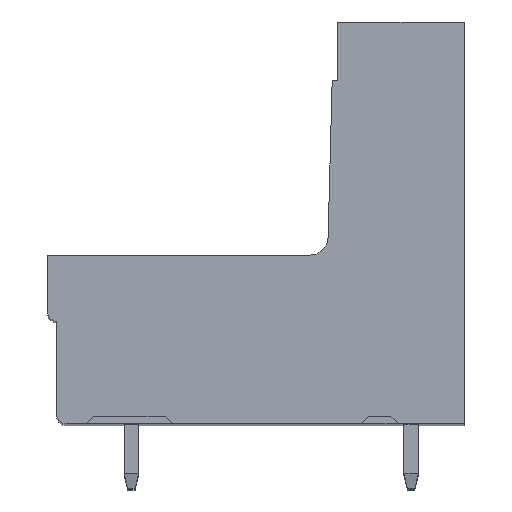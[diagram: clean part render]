
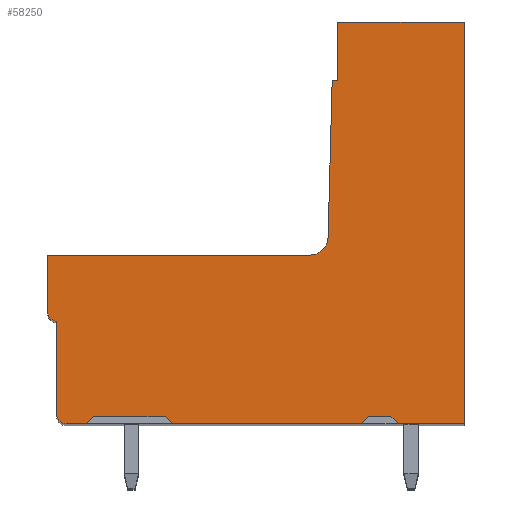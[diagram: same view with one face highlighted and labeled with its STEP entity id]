
A CAD part, top view. The second image highlights one B-rep face of the part: STEP entity #58250.
In plain terms, the highlighted planar face has unit normal (0, 0, 1).
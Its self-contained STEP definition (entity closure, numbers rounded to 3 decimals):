
#1531=DIRECTION('',(0.,1.,0.));
#1532=VECTOR('',#1531,21.9);
#1533=CARTESIAN_POINT('',(0.006,0.,
-70.293));
#1534=LINE('',#1533,#1532);
#8799=DIRECTION('',(0.,-1.,0.));
#8800=VECTOR('',#8799,5.1);
#8801=CARTESIAN_POINT('',(-22.194,5.6,-70.293));
#8802=LINE('',#8801,#8800);
#14790=DIRECTION('',(-1.,0.,0.));
#14791=VECTOR('',#14790,0.3);
#14792=CARTESIAN_POINT('',(-6.894,18.7,-70.293));
#14793=LINE('',#14792,#14791);
#14798=DIRECTION('',(0.,-1.,0.));
#14799=VECTOR('',#14798,3.2);
#14800=CARTESIAN_POINT('',(-6.894,21.9,-70.293));
#14801=LINE('',#14800,#14799);
#20739=DIRECTION('',(-1.,0.,0.));
#20740=VECTOR('',#20739,10.3);
#20741=CARTESIAN_POINT('',(-5.594,0.,
-70.293));
#20742=LINE('',#20741,#20740);
#20743=DIRECTION('',(-0.707,0.707,0.));
#20744=VECTOR('',#20743,0.566);
#20745=CARTESIAN_POINT('',(-15.894,0.,
-70.293));
#20746=LINE('',#20745,#20744);
#20747=DIRECTION('',(-1.,0.,0.));
#20748=VECTOR('',#20747,3.9);
#20749=CARTESIAN_POINT('',(-16.294,0.4,
-70.293));
#20750=LINE('',#20749,#20748);
#20751=DIRECTION('',(-1.,0.,0.));
#20752=VECTOR('',#20751,1.1);
#20753=CARTESIAN_POINT('',(-20.594,0.,
-70.293));
#20754=LINE('',#20753,#20752);
#20755=CARTESIAN_POINT('',(-21.694,0.5,-70.293));
#20756=DIRECTION('',(0.,0.,-1.));
#20757=DIRECTION('',(0.,-1.,0.));
#20758=AXIS2_PLACEMENT_3D('',#20755,#20756,#20757);
#20760=CARTESIAN_POINT('',(-22.194,6.1,-70.293));
#20761=DIRECTION('',(0.,0.,-1.));
#20762=DIRECTION('',(0.,-1.,0.));
#20763=AXIS2_PLACEMENT_3D('',#20760,#20761,#20762);
#20765=DIRECTION('',(0.,1.,0.));
#20766=VECTOR('',#20765,3.1);
#20767=CARTESIAN_POINT('',(-22.694,6.1,
-70.293));
#20768=LINE('',#20767,#20766);
#20769=DIRECTION('',(1.,0.,0.));
#20770=VECTOR('',#20769,14.277);
#20771=CARTESIAN_POINT('',(-22.694,9.2,-70.293));
#20772=LINE('',#20771,#20770);
#20773=CARTESIAN_POINT('',(-8.417,10.2,-70.293));
#20774=DIRECTION('',(0.,0.,1.));
#20775=DIRECTION('',(0.,-1.,0.));
#20776=AXIS2_PLACEMENT_3D('',#20773,#20774,#20775);
#20778=DIRECTION('',(0.026,1.,0.));
#20779=VECTOR('',#20778,8.529);
#20780=CARTESIAN_POINT('',(-7.417,10.174,
-70.293));
#20781=LINE('',#20780,#20779);
#20782=DIRECTION('',(1.,0.,0.));
#20783=VECTOR('',#20782,6.9);
#20784=CARTESIAN_POINT('',(-6.894,21.9,-70.293));
#20785=LINE('',#20784,#20783);
#20786=DIRECTION('',(-1.,0.,0.));
#20787=VECTOR('',#20786,3.6);
#20788=CARTESIAN_POINT('',(0.006,0.,
-70.293));
#20789=LINE('',#20788,#20787);
#20790=DIRECTION('',(-0.707,0.707,0.));
#20791=VECTOR('',#20790,0.566);
#20792=CARTESIAN_POINT('',(-3.594,0.,
-70.293));
#20793=LINE('',#20792,#20791);
#20794=DIRECTION('',(-0.707,-0.707,0.));
#20795=VECTOR('',#20794,0.566);
#20796=CARTESIAN_POINT('',(-5.194,0.4,
-70.293));
#20797=LINE('',#20796,#20795);
#20814=DIRECTION('',(-0.707,-0.707,0.));
#20815=VECTOR('',#20814,0.566);
#20816=CARTESIAN_POINT('',(-20.194,0.4,
-70.293));
#20817=LINE('',#20816,#20815);
#20850=DIRECTION('',(1.,0.,0.));
#20851=VECTOR('',#20850,1.2);
#20852=CARTESIAN_POINT('',(-5.194,0.4,
-70.293));
#20853=LINE('',#20852,#20851);
#21529=CARTESIAN_POINT('',(-5.594,0.,
-70.293));
#21531=VERTEX_POINT('',#21529);
#21535=CARTESIAN_POINT('',(-3.594,0.,
-70.293));
#21536=VERTEX_POINT('',#21535);
#21652=CARTESIAN_POINT('',(-16.294,0.4,
-70.293));
#21653=VERTEX_POINT('',#21652);
#21654=CARTESIAN_POINT('',(-7.417,10.174,
-70.293));
#21655=CARTESIAN_POINT('',(-7.194,18.7,-70.293));
#21656=VERTEX_POINT('',#21654);
#21657=VERTEX_POINT('',#21655);
#21658=CARTESIAN_POINT('',(-6.894,18.7,-70.293));
#21659=VERTEX_POINT('',#21658);
#21660=CARTESIAN_POINT('',(-6.894,21.9,-70.293));
#21661=VERTEX_POINT('',#21660);
#21662=CARTESIAN_POINT('',(-3.994,0.4,
-70.293));
#21663=VERTEX_POINT('',#21662);
#21664=CARTESIAN_POINT('',(-5.194,0.4,
-70.293));
#21665=VERTEX_POINT('',#21664);
#21670=CARTESIAN_POINT('',(-21.694,0.,-70.293));
#21671=CARTESIAN_POINT('',(-22.194,0.5,
-70.293));
#21672=VERTEX_POINT('',#21670);
#21673=VERTEX_POINT('',#21671);
#21674=CARTESIAN_POINT('',(-22.194,5.6,-70.293));
#21675=VERTEX_POINT('',#21674);
#21676=CARTESIAN_POINT('',(-22.694,6.1,
-70.293));
#21677=VERTEX_POINT('',#21676);
#21678=CARTESIAN_POINT('',(-22.694,9.2,-70.293));
#21679=VERTEX_POINT('',#21678);
#21928=CARTESIAN_POINT('',(0.006,0.,
-70.293));
#21929=CARTESIAN_POINT('',(0.006,21.9,-70.293));
#21930=VERTEX_POINT('',#21928);
#21931=VERTEX_POINT('',#21929);
#21932=CARTESIAN_POINT('',(-20.194,0.4,
-70.293));
#21933=CARTESIAN_POINT('',(-20.594,0.,
-70.293));
#21934=VERTEX_POINT('',#21932);
#21935=VERTEX_POINT('',#21933);
#21936=CARTESIAN_POINT('',(-15.894,0.,
-70.293));
#21937=VERTEX_POINT('',#21936);
#21938=CARTESIAN_POINT('',(-8.417,9.2,-70.293));
#21939=VERTEX_POINT('',#21938);
#58217=CARTESIAN_POINT('',(-21.694,0.5,
-70.293));
#58218=DIRECTION('',(0.,0.,-1.));
#58219=DIRECTION('',(-1.,0.,0.));
#58220=AXIS2_PLACEMENT_3D('',#58217,#58218,#58219);
#58221=PLANE('',#58220);
#58222=ORIENTED_EDGE('',*,*,#36172,.T.);
#58224=ORIENTED_EDGE('',*,*,#58223,.T.);
#58226=ORIENTED_EDGE('',*,*,#58225,.T.);
#58228=ORIENTED_EDGE('',*,*,#58227,.T.);
#58229=ORIENTED_EDGE('',*,*,#36164,.T.);
#58230=ORIENTED_EDGE('',*,*,#40231,.T.);
#58231=ORIENTED_EDGE('',*,*,#40246,.F.);
#58232=ORIENTED_EDGE('',*,*,#40261,.T.);
#58233=ORIENTED_EDGE('',*,*,#40276,.T.);
#58234=ORIENTED_EDGE('',*,*,#40291,.T.);
#58235=ORIENTED_EDGE('',*,*,#49396,.T.);
#58236=ORIENTED_EDGE('',*,*,#49411,.T.);
#58237=ORIENTED_EDGE('',*,*,#49426,.F.);
#58238=ORIENTED_EDGE('',*,*,#49441,.F.);
#58239=ORIENTED_EDGE('',*,*,#49455,.T.);
#58240=ORIENTED_EDGE('',*,*,#29048,.F.);
#58241=ORIENTED_EDGE('',*,*,#36180,.T.);
#58243=ORIENTED_EDGE('',*,*,#58242,.T.);
#58245=ORIENTED_EDGE('',*,*,#58244,.F.);
#58247=ORIENTED_EDGE('',*,*,#58246,.T.);
#58248=EDGE_LOOP('',(#58222,#58224,#58226,#58228,#58229,#58230,#58231,#58232,
#58233,#58234,#58235,#58236,#58237,#58238,#58239,#58240,#58241,#58243,#58245,
#58247));
#58249=FACE_OUTER_BOUND('',#58248,.F.);
#58250=ADVANCED_FACE('',(#58249),#58221,.F.);
#20759=CIRCLE('',#20758,0.5);
#20764=CIRCLE('',#20763,0.5);
#20777=CIRCLE('',#20776,1.);
#29048=EDGE_CURVE('',#21930,#21931,#1534,.T.);
#36164=EDGE_CURVE('',#21935,#21672,#20754,.T.);
#36172=EDGE_CURVE('',#21531,#21937,#20742,.T.);
#36180=EDGE_CURVE('',#21930,#21536,#20789,.T.);
#40231=EDGE_CURVE('',#21672,#21673,#20759,.T.);
#40246=EDGE_CURVE('',#21675,#21673,#8802,.T.);
#40261=EDGE_CURVE('',#21675,#21677,#20764,.T.);
#40276=EDGE_CURVE('',#21677,#21679,#20768,.T.);
#40291=EDGE_CURVE('',#21679,#21939,#20772,.T.);
#49396=EDGE_CURVE('',#21939,#21656,#20777,.T.);
#49411=EDGE_CURVE('',#21656,#21657,#20781,.T.);
#49426=EDGE_CURVE('',#21659,#21657,#14793,.T.);
#49441=EDGE_CURVE('',#21661,#21659,#14801,.T.);
#49455=EDGE_CURVE('',#21661,#21931,#20785,.T.);
#58223=EDGE_CURVE('',#21937,#21653,#20746,.T.);
#58225=EDGE_CURVE('',#21653,#21934,#20750,.T.);
#58227=EDGE_CURVE('',#21934,#21935,#20817,.T.);
#58242=EDGE_CURVE('',#21536,#21663,#20793,.T.);
#58244=EDGE_CURVE('',#21665,#21663,#20853,.T.);
#58246=EDGE_CURVE('',#21665,#21531,#20797,.T.);
